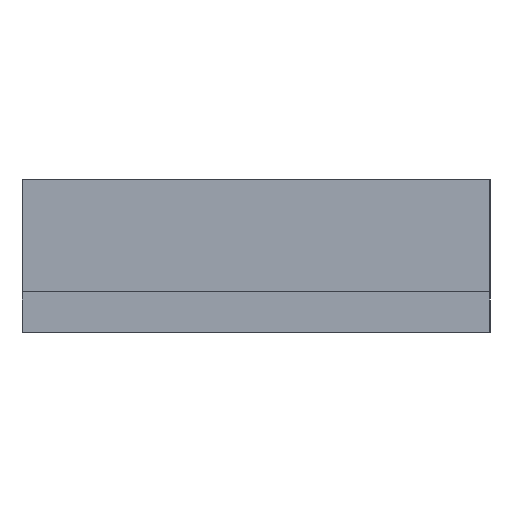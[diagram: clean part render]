
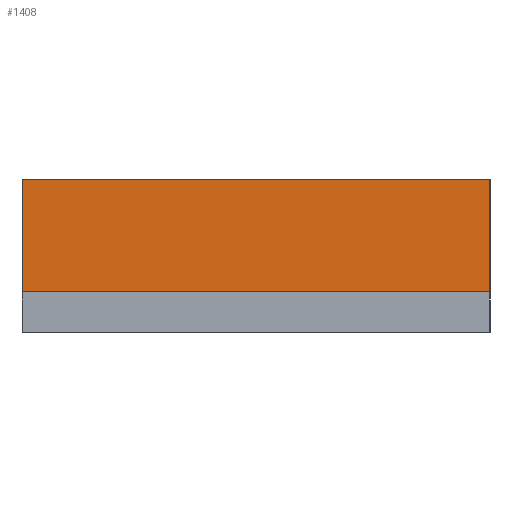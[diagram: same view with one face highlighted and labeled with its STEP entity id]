
A CAD part, left-side view. The second image highlights one B-rep face of the part: STEP entity #1408.
In plain terms, the highlighted planar face has unit normal (-1, 0, 0).
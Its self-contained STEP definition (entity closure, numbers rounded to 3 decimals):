
#1044 = LINE ( 'NONE', #2487, #3329 ) ;
#1217 = DIRECTION ( 'NONE',  ( 0., -1., 0. ) ) ;
#1408 = ADVANCED_FACE ( 'NONE', ( #3705 ), #3528, .T. ) ;
#1668 = EDGE_LOOP ( 'NONE', ( #17976, #15018, #4028, #4283 ) ) ;
#1905 = CARTESIAN_POINT ( 'NONE',  ( -7.1, 4.575, -2.2 ) ) ;
#2422 = CARTESIAN_POINT ( 'NONE',  ( -7.1, -4.575, 0. ) ) ;
#2487 = CARTESIAN_POINT ( 'NONE',  ( -7.1, 4.575, -2.2 ) ) ;
#2740 = CARTESIAN_POINT ( 'NONE',  ( -7.1, 4.575, 0. ) ) ;
#2884 = EDGE_CURVE ( 'NONE', #4551, #14297, #1044, .T. ) ;
#3329 = VECTOR ( 'NONE', #12204, 1000. ) ;
#3528 = PLANE ( 'NONE',  #7258 ) ;
#3705 = FACE_OUTER_BOUND ( 'NONE', #1668, .T. ) ;
#4028 = ORIENTED_EDGE ( 'NONE', *, *, #14463, .T. ) ;
#4283 = ORIENTED_EDGE ( 'NONE', *, *, #12850, .T. ) ;
#4551 = VERTEX_POINT ( 'NONE', #10295 ) ;
#6714 = LINE ( 'NONE', #13985, #10656 ) ;
#7170 = DIRECTION ( 'NONE',  ( 0., -1., 0. ) ) ;
#7258 = AXIS2_PLACEMENT_3D ( 'NONE', #16443, #17638, #9183 ) ;
#9183 = DIRECTION ( 'NONE',  ( 0., -1., 0. ) ) ;
#10020 = VERTEX_POINT ( 'NONE', #2422 ) ;
#10076 = LINE ( 'NONE', #1905, #15421 ) ;
#10295 = CARTESIAN_POINT ( 'NONE',  ( -7.1, 4.575, -2.2 ) ) ;
#10656 = VECTOR ( 'NONE', #13717, 1000. ) ;
#11189 = LINE ( 'NONE', #13841, #14931 ) ;
#12204 = DIRECTION ( 'NONE',  ( 0., 0., 1. ) ) ;
#12850 = EDGE_CURVE ( 'NONE', #17467, #10020, #6714, .T. ) ;
#13717 = DIRECTION ( 'NONE',  ( 0., 0., 1. ) ) ;
#13841 = CARTESIAN_POINT ( 'NONE',  ( -7.1, 4.575, 0. ) ) ;
#13985 = CARTESIAN_POINT ( 'NONE',  ( -7.1, -4.575, -2.2 ) ) ;
#14297 = VERTEX_POINT ( 'NONE', #2740 ) ;
#14463 = EDGE_CURVE ( 'NONE', #4551, #17467, #10076, .T. ) ;
#14931 = VECTOR ( 'NONE', #1217, 1000. ) ;
#15018 = ORIENTED_EDGE ( 'NONE', *, *, #2884, .F. ) ;
#15421 = VECTOR ( 'NONE', #7170, 1000. ) ;
#16443 = CARTESIAN_POINT ( 'NONE',  ( -7.1, 4.575, -2.2 ) ) ;
#16769 = CARTESIAN_POINT ( 'NONE',  ( -7.1, -4.575, -2.2 ) ) ;
#17188 = EDGE_CURVE ( 'NONE', #14297, #10020, #11189, .T. ) ;
#17467 = VERTEX_POINT ( 'NONE', #16769 ) ;
#17638 = DIRECTION ( 'NONE',  ( -1., 0., 0. ) ) ;
#17976 = ORIENTED_EDGE ( 'NONE', *, *, #17188, .F. ) ;
